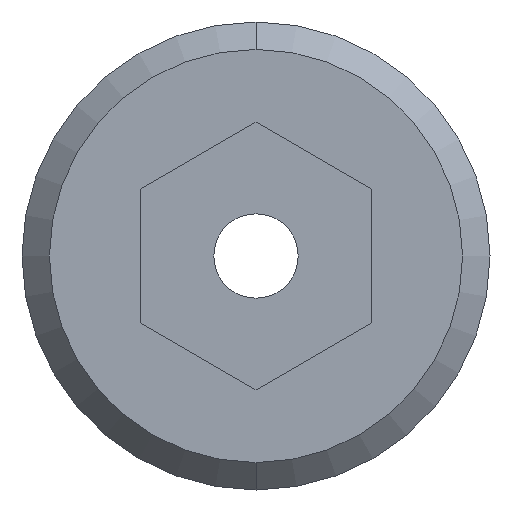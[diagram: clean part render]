
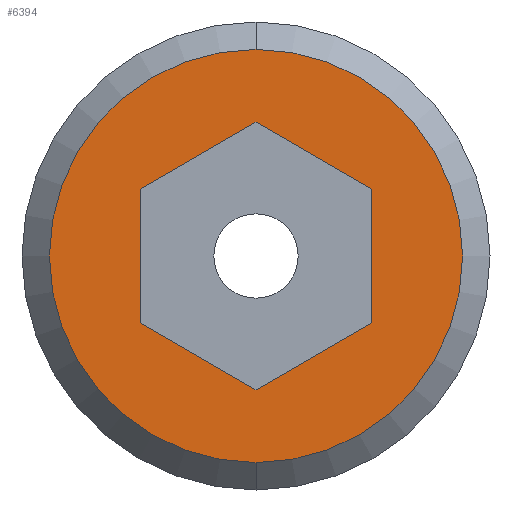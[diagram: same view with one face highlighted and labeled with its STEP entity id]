
A CAD part, left-side view. The second image highlights one B-rep face of the part: STEP entity #6394.
In plain terms, the highlighted planar face has unit normal (-1, 0, 0).
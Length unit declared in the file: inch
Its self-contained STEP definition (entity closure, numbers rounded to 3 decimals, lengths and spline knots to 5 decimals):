
#2695=CARTESIAN_POINT('',(-0.136,0.,0.));
#2696=DIRECTION('',(-1.,0.,0.));
#2697=DIRECTION('',(0.,1.,0.));
#2698=AXIS2_PLACEMENT_3D('',#2695,#2696,#2697);
#2713=DIRECTION('',(0.,0.5,0.866));
#2714=VECTOR('',#2713,0.06351);
#2715=CARTESIAN_POINT('',(-0.136,0.03175,-0.055));
#2716=LINE('',#2715,#2714);
#2717=DIRECTION('',(0.,1.,0.));
#2718=VECTOR('',#2717,0.06351);
#2719=CARTESIAN_POINT('',(-0.136,-0.03175,-0.055));
#2720=LINE('',#2719,#2718);
#2721=DIRECTION('',(0.,0.5,-0.866));
#2722=VECTOR('',#2721,0.06351);
#2723=CARTESIAN_POINT('',(-0.136,-0.06351,0.));
#2724=LINE('',#2723,#2722);
#2725=DIRECTION('',(0.,-0.5,-0.866));
#2726=VECTOR('',#2725,0.06351);
#2727=CARTESIAN_POINT('',(-0.136,-0.03175,0.055));
#2728=LINE('',#2727,#2726);
#2729=DIRECTION('',(0.,-1.,0.));
#2730=VECTOR('',#2729,0.06351);
#2731=CARTESIAN_POINT('',(-0.136,0.03175,0.055));
#2732=LINE('',#2731,#2730);
#2733=DIRECTION('',(0.,-0.5,0.866));
#2734=VECTOR('',#2733,0.06351);
#2735=CARTESIAN_POINT('',(-0.136,0.06351,0.));
#2736=LINE('',#2735,#2734);
#2737=CARTESIAN_POINT('',(-0.136,0.,0.));
#2738=DIRECTION('',(1.,0.,0.));
#2739=DIRECTION('',(0.,1.,0.));
#2740=AXIS2_PLACEMENT_3D('',#2737,#2738,#2739);
#2929=CARTESIAN_POINT('',(-0.136,0.098,0.));
#2930=CARTESIAN_POINT('',(-0.136,-0.098,0.));
#2931=VERTEX_POINT('',#2929);
#2932=VERTEX_POINT('',#2930);
#2949=CARTESIAN_POINT('',(-0.136,0.03175,-0.055));
#2950=CARTESIAN_POINT('',(-0.136,0.06351,0.));
#2951=VERTEX_POINT('',#2949);
#2952=VERTEX_POINT('',#2950);
#2953=CARTESIAN_POINT('',(-0.136,-0.03175,-0.055));
#2954=VERTEX_POINT('',#2953);
#2955=CARTESIAN_POINT('',(-0.136,-0.06351,0.));
#2956=VERTEX_POINT('',#2955);
#2957=CARTESIAN_POINT('',(-0.136,-0.03175,0.055));
#2958=VERTEX_POINT('',#2957);
#2959=CARTESIAN_POINT('',(-0.136,0.03175,0.055));
#2960=VERTEX_POINT('',#2959);
#6370=CARTESIAN_POINT('',(-0.136,0.,0.));
#6371=DIRECTION('',(1.,0.,0.));
#6372=DIRECTION('',(0.,-1.,0.));
#6373=AXIS2_PLACEMENT_3D('',#6370,#6371,#6372);
#6374=PLANE('',#6373);
#6375=ORIENTED_EDGE('',*,*,#6360,.F.);
#6377=ORIENTED_EDGE('',*,*,#6376,.T.);
#6378=EDGE_LOOP('',(#6375,#6377));
#6379=FACE_OUTER_BOUND('',#6378,.F.);
#6381=ORIENTED_EDGE('',*,*,#6380,.F.);
#6383=ORIENTED_EDGE('',*,*,#6382,.F.);
#6385=ORIENTED_EDGE('',*,*,#6384,.F.);
#6387=ORIENTED_EDGE('',*,*,#6386,.F.);
#6389=ORIENTED_EDGE('',*,*,#6388,.F.);
#6391=ORIENTED_EDGE('',*,*,#6390,.F.);
#6392=EDGE_LOOP('',(#6381,#6383,#6385,#6387,#6389,#6391));
#6393=FACE_BOUND('',#6392,.F.);
#2699=CIRCLE('',#2698,0.098);
#2741=CIRCLE('',#2740,0.098);
#6360=EDGE_CURVE('',#2931,#2932,#2699,.T.);
#6376=EDGE_CURVE('',#2931,#2932,#2741,.T.);
#6380=EDGE_CURVE('',#2951,#2952,#2716,.T.);
#6382=EDGE_CURVE('',#2954,#2951,#2720,.T.);
#6384=EDGE_CURVE('',#2956,#2954,#2724,.T.);
#6386=EDGE_CURVE('',#2958,#2956,#2728,.T.);
#6388=EDGE_CURVE('',#2960,#2958,#2732,.T.);
#6390=EDGE_CURVE('',#2952,#2960,#2736,.T.);
#6394=ADVANCED_FACE('',(#6379,#6393),#6374,.F.);
